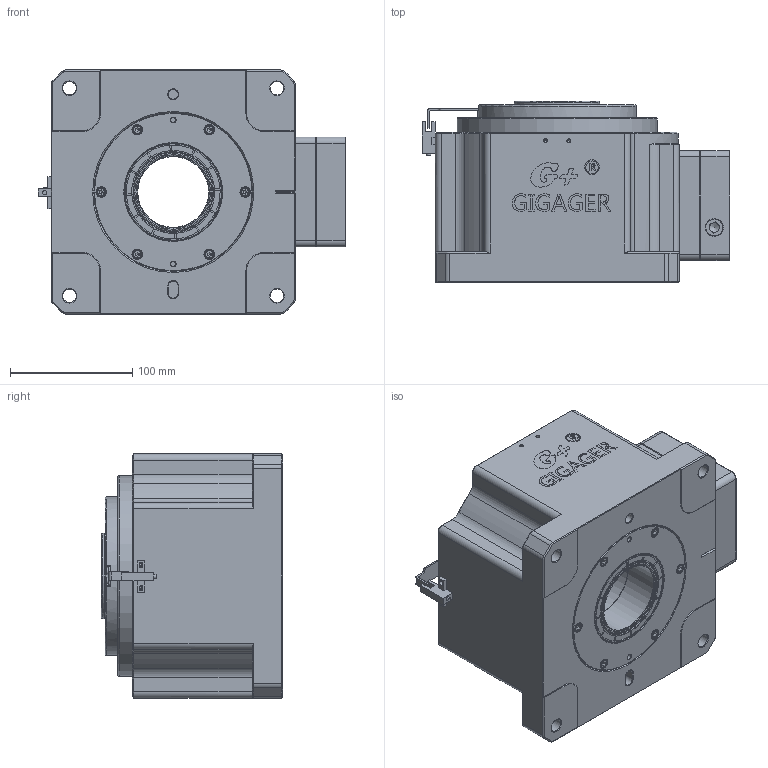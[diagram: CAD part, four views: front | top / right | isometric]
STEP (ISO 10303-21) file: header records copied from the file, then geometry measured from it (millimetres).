
FILE_DESCRIPTION (( 'STEP AP203' ), '1' );
FILE_NAME ('GSA200-05K-SV2.step', '2021-06-01T02:01:38', ( 'Microsoft' ), ( 'Microsoft' ), 'SwSTEP 2.0', 'SolidWorks 2019', '' );
FILE_SCHEMA (( 'CONFIG_CONTROL_DESIGN' ));
Products named in the file (1): GSA200-05K-SV2
Bounding box: 252.2 x 148.5 x 200 mm (x, y, z)
Volume: 3512617.3 mm3; surface area: 526504.9 mm2
Topology: 28 solids, 28 shells, 1424 faces, 3368 edges, 2109 vertices
Faces by surface type: plane 700, cylinder 298, cone 252, bspline 104, torus 68, sphere 2
Full cylindrical faces by diameter (mm): 1.5 x1, 2.5 x8, 3 x2, 3.3 x10, 3.5 x3, 4 x6, 4.2 x2, 4.5 x6, 5 x23, 5.6 x2, 6 x9, 6.5 x5, 7 x6, 7.5 x4, 8 x7, 10 x5, 10.264 x1, 11 x8, 11.991 x1, 12 x4, 14 x2, 16 x2, 19 x1, 20 x1, 21 x1, 29.4 x2, 30 x4, 40 x1, 42 x2, 48 x1
Entity records: 43091 total; most frequent: CARTESIAN_POINT 12705, DIRECTION 6118, ORIENTED_EDGE 5698, EDGE_CURVE 2849, AXIS2_PLACEMENT_3D 2265, EDGE_LOOP 2034, VERTEX_POINT 2001, FACE_OUTER_BOUND 1647
